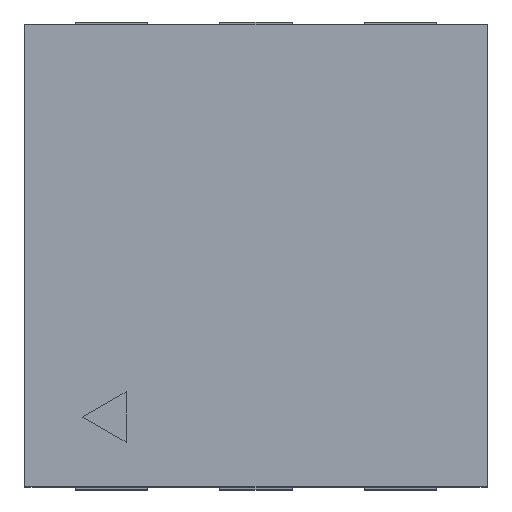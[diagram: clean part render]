
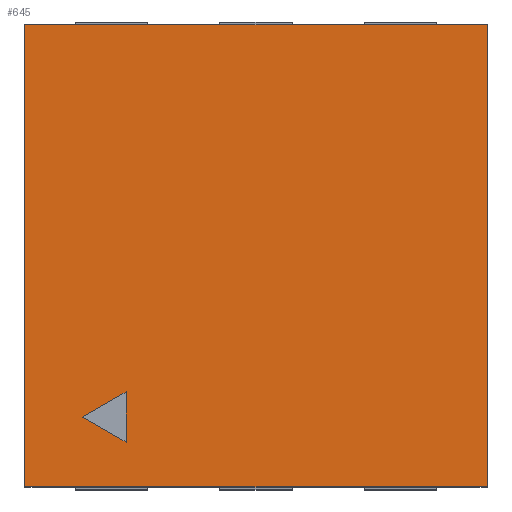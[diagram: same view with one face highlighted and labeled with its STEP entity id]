
A CAD part, top view. The second image highlights one B-rep face of the part: STEP entity #645.
In plain terms, the highlighted planar face has unit normal (0, 0, 1).
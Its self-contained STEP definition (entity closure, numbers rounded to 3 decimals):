
#19 = DIRECTION ( 'NONE',  ( 1., 0., 0. ) ) ;
#121 = VERTEX_POINT ( 'NONE', #1654 ) ;
#169 = VECTOR ( 'NONE', #3030, 1000. ) ;
#225 = VECTOR ( 'NONE', #2735, 1000. ) ;
#291 = EDGE_CURVE ( 'NONE', #2033, #1696, #1865, .T. ) ;
#382 = CARTESIAN_POINT ( 'NONE',  ( 0.8, 0.8, 0.55 ) ) ;
#393 = LINE ( 'NONE', #2616, #2868 ) ;
#493 = CARTESIAN_POINT ( 'NONE',  ( 0., -0.8, 0.55 ) ) ;
#496 = ORIENTED_EDGE ( 'NONE', *, *, #992, .T. ) ;
#507 = CARTESIAN_POINT ( 'NONE',  ( -0.8, 0.8, 0.55 ) ) ;
#569 = CARTESIAN_POINT ( 'NONE',  ( -0.8, -0.8, 0.55 ) ) ;
#644 = VERTEX_POINT ( 'NONE', #2222 ) ;
#645 = ADVANCED_FACE ( 'NONE', ( #2055, #1348 ), #2695, .T. ) ;
#717 = LINE ( 'NONE', #493, #2630 ) ;
#843 = CARTESIAN_POINT ( 'NONE',  ( -0.45, 0., 0.55 ) ) ;
#988 = ORIENTED_EDGE ( 'NONE', *, *, #2595, .T. ) ;
#992 = EDGE_CURVE ( 'NONE', #1903, #1012, #393, .T. ) ;
#1012 = VERTEX_POINT ( 'NONE', #2302 ) ;
#1057 = CARTESIAN_POINT ( 'NONE',  ( -0.45, -0.645, 0.55 ) ) ;
#1071 = EDGE_LOOP ( 'NONE', ( #1878, #2685, #2209, #2664 ) ) ;
#1086 = EDGE_CURVE ( 'NONE', #2526, #2033, #1461, .T. ) ;
#1116 = VECTOR ( 'NONE', #2183, 1000. ) ;
#1218 = VECTOR ( 'NONE', #1596, 1000. ) ;
#1269 = CARTESIAN_POINT ( 'NONE',  ( 0., 0., 0.55 ) ) ;
#1348 = FACE_OUTER_BOUND ( 'NONE', #1071, .T. ) ;
#1461 = LINE ( 'NONE', #2789, #169 ) ;
#1487 = EDGE_LOOP ( 'NONE', ( #496, #1812, #988 ) ) ;
#1513 = DIRECTION ( 'NONE',  ( 1., 0., 0. ) ) ;
#1596 = DIRECTION ( 'NONE',  ( 0., 1., 0. ) ) ;
#1654 = CARTESIAN_POINT ( 'NONE',  ( -0.45, -0.645, 0.55 ) ) ;
#1696 = VERTEX_POINT ( 'NONE', #569 ) ;
#1771 = AXIS2_PLACEMENT_3D ( 'NONE', #1269, #2936, #1513 ) ;
#1812 = ORIENTED_EDGE ( 'NONE', *, *, #2443, .T. ) ;
#1813 = LINE ( 'NONE', #2062, #1218 ) ;
#1865 = LINE ( 'NONE', #1945, #1116 ) ;
#1878 = ORIENTED_EDGE ( 'NONE', *, *, #291, .T. ) ;
#1903 = VERTEX_POINT ( 'NONE', #2401 ) ;
#1945 = CARTESIAN_POINT ( 'NONE',  ( -0.8, 0., 0.55 ) ) ;
#2033 = VERTEX_POINT ( 'NONE', #507 ) ;
#2052 = DIRECTION ( 'NONE',  ( 0., -1., 0. ) ) ;
#2055 = FACE_BOUND ( 'NONE', #1487, .T. ) ;
#2057 = LINE ( 'NONE', #1057, #225 ) ;
#2059 = EDGE_CURVE ( 'NONE', #1696, #644, #717, .T. ) ;
#2062 = CARTESIAN_POINT ( 'NONE',  ( 0.8, 0., 0.55 ) ) ;
#2183 = DIRECTION ( 'NONE',  ( 0., -1., 0. ) ) ;
#2209 = ORIENTED_EDGE ( 'NONE', *, *, #2972, .T. ) ;
#2222 = CARTESIAN_POINT ( 'NONE',  ( 0.8, -0.8, 0.55 ) ) ;
#2302 = CARTESIAN_POINT ( 'NONE',  ( -0.45, -0.472, 0.55 ) ) ;
#2363 = VECTOR ( 'NONE', #2052, 1000. ) ;
#2401 = CARTESIAN_POINT ( 'NONE',  ( -0.6, -0.558, 0.55 ) ) ;
#2443 = EDGE_CURVE ( 'NONE', #1012, #121, #2985, .T. ) ;
#2526 = VERTEX_POINT ( 'NONE', #382 ) ;
#2595 = EDGE_CURVE ( 'NONE', #121, #1903, #2057, .T. ) ;
#2616 = CARTESIAN_POINT ( 'NONE',  ( -0.6, -0.558, 0.55 ) ) ;
#2630 = VECTOR ( 'NONE', #19, 1000. ) ;
#2664 = ORIENTED_EDGE ( 'NONE', *, *, #1086, .T. ) ;
#2685 = ORIENTED_EDGE ( 'NONE', *, *, #2059, .T. ) ;
#2695 = PLANE ( 'NONE',  #1771 ) ;
#2735 = DIRECTION ( 'NONE',  ( -0.866, 0.5, 0. ) ) ;
#2789 = CARTESIAN_POINT ( 'NONE',  ( 0., 0.8, 0.55 ) ) ;
#2854 = DIRECTION ( 'NONE',  ( 0.866, 0.5, 0. ) ) ;
#2868 = VECTOR ( 'NONE', #2854, 1000. ) ;
#2936 = DIRECTION ( 'NONE',  ( 0., 0., 1. ) ) ;
#2972 = EDGE_CURVE ( 'NONE', #644, #2526, #1813, .T. ) ;
#2985 = LINE ( 'NONE', #843, #2363 ) ;
#3030 = DIRECTION ( 'NONE',  ( -1., 0., 0. ) ) ;
